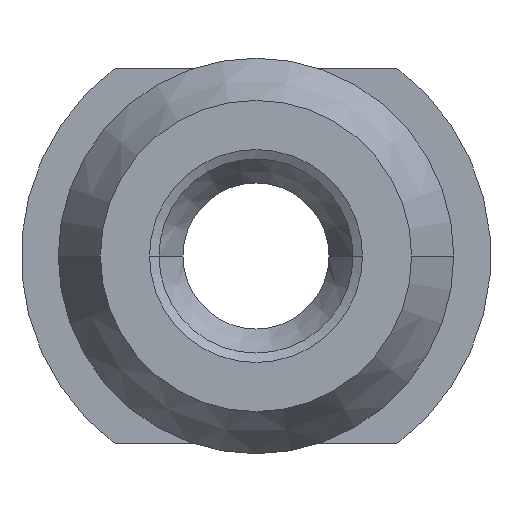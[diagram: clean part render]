
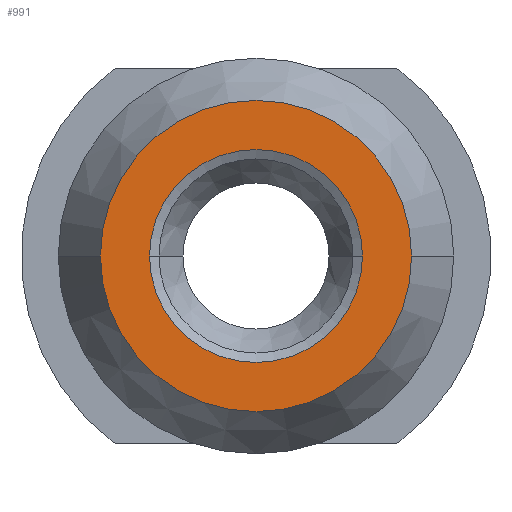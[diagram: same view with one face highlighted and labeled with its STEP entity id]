
A CAD part, left-side view. The second image highlights one B-rep face of the part: STEP entity #991.
In plain terms, the highlighted planar face has unit normal (-1, 0, 0).
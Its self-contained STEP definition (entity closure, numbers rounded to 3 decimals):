
#280=CARTESIAN_POINT('',(-16.4,0.,0.));
#281=DIRECTION('',(-1.,0.,0.));
#282=DIRECTION('',(0.,1.,0.));
#283=AXIS2_PLACEMENT_3D('',#280,#281,#282);
#285=CARTESIAN_POINT('',(-16.4,0.,0.));
#286=DIRECTION('',(1.,0.,0.));
#287=DIRECTION('',(0.,1.,0.));
#288=AXIS2_PLACEMENT_3D('',#285,#286,#287);
#290=CARTESIAN_POINT('',(-16.4,0.,0.));
#291=DIRECTION('',(1.,0.,0.));
#292=DIRECTION('',(0.,1.,0.));
#293=AXIS2_PLACEMENT_3D('',#290,#291,#292);
#295=CARTESIAN_POINT('',(-16.4,0.,0.));
#296=DIRECTION('',(1.,0.,0.));
#297=DIRECTION('',(0.,-1.,0.));
#298=AXIS2_PLACEMENT_3D('',#295,#296,#297);
#456=CARTESIAN_POINT('',(-16.4,7.454,0.));
#458=VERTEX_POINT('',#456);
#466=CARTESIAN_POINT('',(-16.4,-7.454,0.));
#468=VERTEX_POINT('',#466);
#549=CARTESIAN_POINT('',(-16.4,5.1,0.));
#550=CARTESIAN_POINT('',(-16.4,-5.1,0.));
#551=VERTEX_POINT('',#549);
#552=VERTEX_POINT('',#550);
#975=CARTESIAN_POINT('',(-16.4,0.,0.));
#976=DIRECTION('',(1.,0.,0.));
#977=DIRECTION('',(0.,-1.,0.));
#978=AXIS2_PLACEMENT_3D('',#975,#976,#977);
#979=PLANE('',#978);
#981=ORIENTED_EDGE('',*,*,#980,.F.);
#983=ORIENTED_EDGE('',*,*,#982,.T.);
#984=EDGE_LOOP('',(#981,#983));
#985=FACE_OUTER_BOUND('',#984,.F.);
#986=ORIENTED_EDGE('',*,*,#965,.F.);
#988=ORIENTED_EDGE('',*,*,#987,.F.);
#989=EDGE_LOOP('',(#986,#988));
#990=FACE_BOUND('',#989,.F.);
#991=ADVANCED_FACE('',(#985,#990),#979,.F.);
#284=CIRCLE('',#283,7.454);
#289=CIRCLE('',#288,7.454);
#294=CIRCLE('',#293,5.1);
#299=CIRCLE('',#298,5.1);
#965=EDGE_CURVE('',#551,#552,#294,.T.);
#980=EDGE_CURVE('',#458,#468,#284,.T.);
#982=EDGE_CURVE('',#458,#468,#289,.T.);
#987=EDGE_CURVE('',#552,#551,#299,.T.);
